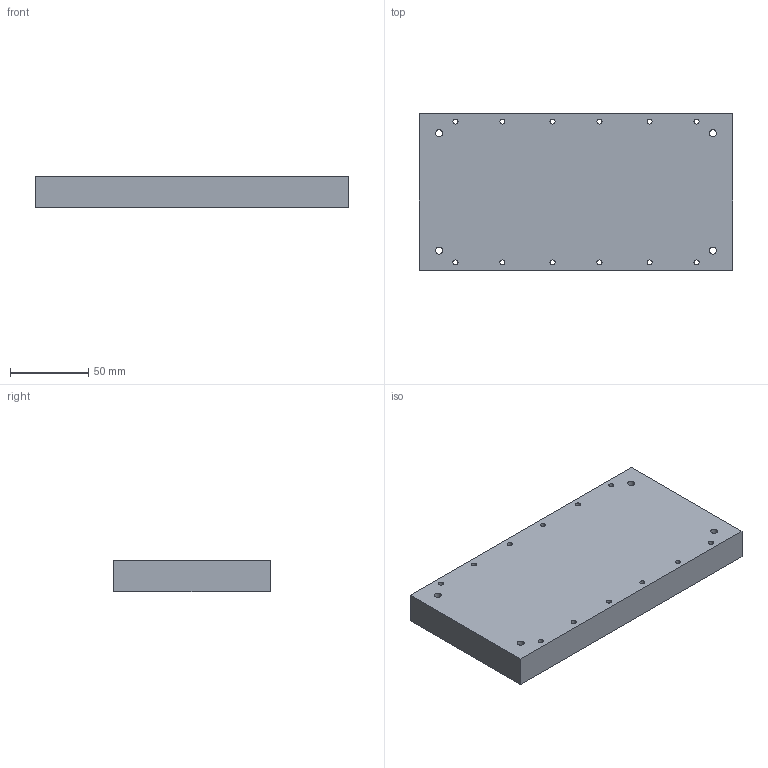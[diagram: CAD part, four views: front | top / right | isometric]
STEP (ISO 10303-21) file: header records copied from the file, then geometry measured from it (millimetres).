
FILE_DESCRIPTION(/* description */ (''),/* implementation_level */ '2;1');
FILE_NAME(/* name */ '3lasers1fiberHeatSinkBlock.step',/* time_stamp */ '2017-10-25T12:19:56+02:00',/* author */ ('nvladim'),/* organization */ (''),/* preprocessor_version */ 'ST-DEVELOPER v16.5',/* originating_system */ 'Autodesk Inventor 2017',/* authorisation */ '');
FILE_SCHEMA (('AUTOMOTIVE_DESIGN { 1 0 10303 214 3 1 1 }'));
Length unit declared in the file: millimetre
Products named in the file (1): 3lasers1fiberHeatSinkBlock
Bounding box: 200 x 100 x 20 mm (x, y, z)
Volume: 396746.5 mm3; surface area: 55250 mm2
Topology: 1 solids, 1 shells, 22 faces, 72 edges, 52 vertices
Faces by surface type: cylinder 16, plane 6
Full cylindrical faces by diameter (mm): 3.242 x12, 4.5 x4
Entity records: 730 total; most frequent: DIRECTION 122, CARTESIAN_POINT 107, ORIENTED_EDGE 88, EDGE_LOOP 70, AXIS2_PLACEMENT_3D 55, FACE_BOUND 48, EDGE_CURVE 44, VERTEX_POINT 40
